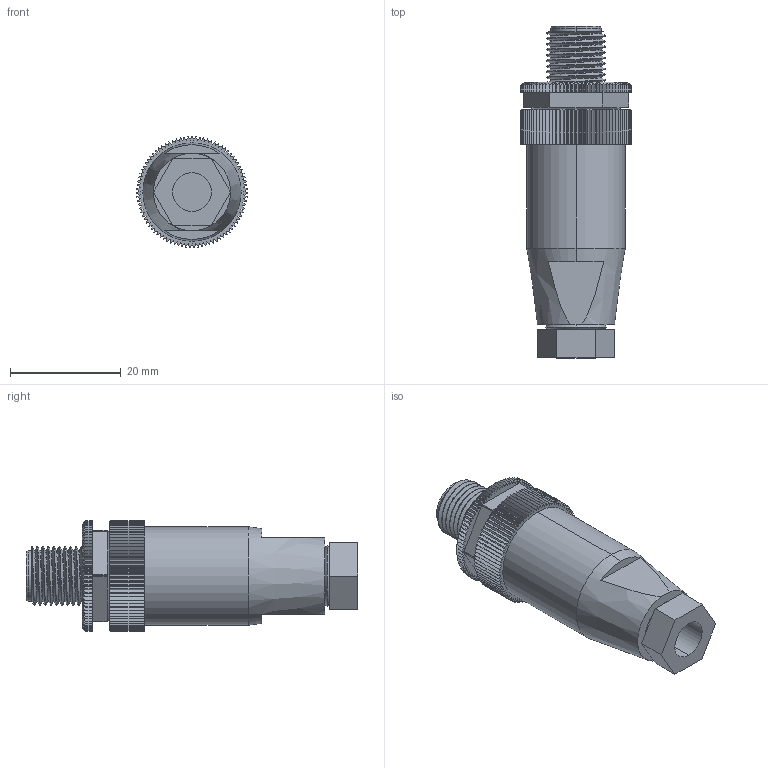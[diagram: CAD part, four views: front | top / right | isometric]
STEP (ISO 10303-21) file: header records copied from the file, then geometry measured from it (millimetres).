
FILE_DESCRIPTION (( 'STEP AP214' ), '1' );
FILE_NAME ('7000-12701-0000000.step', '2016-05-09T18:46:02', ( '' ), ( '' ), 'SwSTEP 2.0', 'SolidWorks 2015', '' );
FILE_SCHEMA (( 'AUTOMOTIVE_DESIGN' ));
Length unit declared in the file: millimetre
Products named in the file (1): 7000-12701-0000000
Bounding box: 20 x 60 x 19.99 mm (x, y, z)
Volume: 10869.1 mm3; surface area: 5376.2 mm2
Topology: 1 solids, 1 shells, 807 faces, 2376 edges, 1582 vertices
Faces by surface type: plane 399, cylinder 217, cone 182, bspline 4, sphere 3, torus 2
Entity records: 32819 total; most frequent: CARTESIAN_POINT 8193, ORIENTED_EDGE 4734, DIRECTION 4163, EDGE_CURVE 2367, VERTEX_POINT 1576, AXIS2_PLACEMENT_3D 1401, LINE 1361, VECTOR 1361
